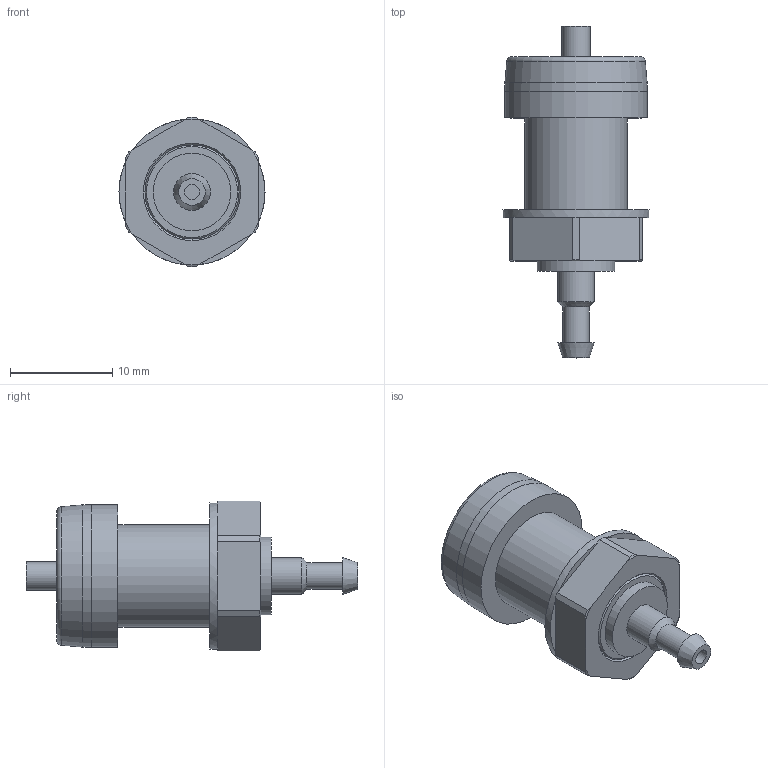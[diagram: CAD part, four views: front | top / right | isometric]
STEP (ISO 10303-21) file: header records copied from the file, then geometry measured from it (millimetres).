
FILE_DESCRIPTION(/* description */ ('STEP AP214'),/* implementation_level */ '2;1');
FILE_NAME(/* name */ '9791_OH-10',/* time_stamp */ '2024-09-12T13:36:34+02:00',/* author */ ('License CC BY-ND 4.0'),/* organization */ ('CADENAS'),/* preprocessor_version */ 'ST-DEVELOPER v19.3',/* originating_system */ 'PARTsolutions',/* authorisation */ ' ');
FILE_SCHEMA (('AUTOMOTIVE_DESIGN {1 0 10303 214 3 1 1}'));
Length unit declared in the file: millimetre
Products named in the file (1): 9791 OH-10
Bounding box: 14.3 x 32.5 x 14.66 mm (x, y, z)
Volume: 2463.3 mm3; surface area: 1405.6 mm2
Topology: 1 solids, 1 shells, 55 faces, 118 edges, 73 vertices
Faces by surface type: plane 34, cone 11, cylinder 8, torus 2
Full cylindrical faces by diameter (mm): 1.5 x1, 2.6 x1, 2.8 x1, 3.6 x1, 7.6 x1, 10 x1, 14 x1, 14.3 x1
Entity records: 1811 total; most frequent: CARTESIAN_POINT 282, DIRECTION 236, ORIENTED_EDGE 202, EDGE_CURVE 101, AXIS2_PLACEMENT_3D 97, EDGE_LOOP 78, FACE_BOUND 78, VERTEX_POINT 71
